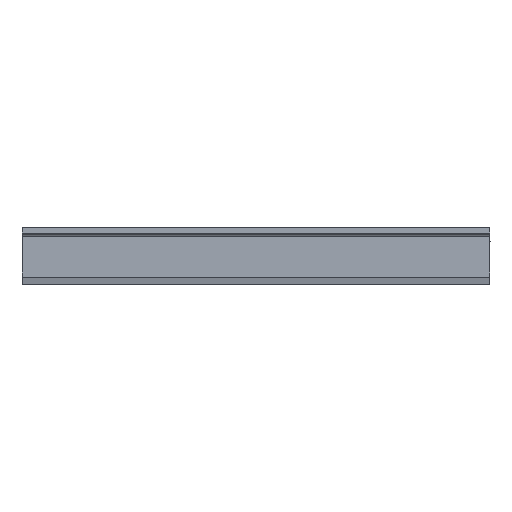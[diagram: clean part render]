
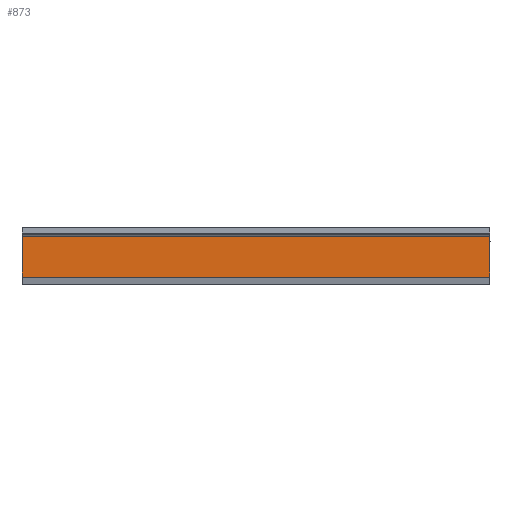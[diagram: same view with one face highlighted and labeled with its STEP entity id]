
A CAD part, front view. The second image highlights one B-rep face of the part: STEP entity #873.
In plain terms, the highlighted planar face has unit normal (0, -1, 0).
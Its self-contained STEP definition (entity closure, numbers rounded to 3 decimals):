
#33=FACE_OUTER_BOUND('',#76,.T.);
#76=EDGE_LOOP('',(#549,#550,#551,#552));
#122=LINE('',#1208,#233);
#123=LINE('',#1210,#234);
#124=LINE('',#1212,#235);
#125=LINE('',#1213,#236);
#233=VECTOR('',#982,8.651);
#234=VECTOR('',#983,100.);
#235=VECTOR('',#984,8.651);
#236=VECTOR('',#985,100.);
#344=VERTEX_POINT('',#1206);
#345=VERTEX_POINT('',#1207);
#346=VERTEX_POINT('',#1209);
#347=VERTEX_POINT('',#1211);
#426=EDGE_CURVE('',#344,#345,#122,.T.);
#427=EDGE_CURVE('',#344,#346,#123,.T.);
#428=EDGE_CURVE('',#346,#347,#124,.T.);
#429=EDGE_CURVE('',#345,#347,#125,.T.);
#549=ORIENTED_EDGE('',*,*,#426,.F.);
#550=ORIENTED_EDGE('',*,*,#427,.T.);
#551=ORIENTED_EDGE('',*,*,#428,.T.);
#552=ORIENTED_EDGE('',*,*,#429,.F.);
#792=PLANE('',#918);
#873=ADVANCED_FACE('',(#33),#792,.T.);
#918=AXIS2_PLACEMENT_3D('',#1205,#980,#981);
#980=DIRECTION('center_axis',(0.,-1.,0.));
#981=DIRECTION('ref_axis',(0.,0.,-1.));
#982=DIRECTION('',(0.,0.,-1.));
#983=DIRECTION('',(-1.,0.,0.));
#984=DIRECTION('',(0.,0.,-1.));
#985=DIRECTION('',(-1.,0.,0.));
#1205=CARTESIAN_POINT('Origin',(-137.3,-5.1,10.151));
#1206=CARTESIAN_POINT('',(-37.3,-5.1,10.151));
#1207=CARTESIAN_POINT('',(-37.3,-5.1,1.5));
#1208=CARTESIAN_POINT('',(-37.3,-5.1,11.));
#1209=CARTESIAN_POINT('',(-137.3,-5.1,10.151));
#1210=CARTESIAN_POINT('',(-137.3,-5.1,10.151));
#1211=CARTESIAN_POINT('',(-137.3,-5.1,1.5));
#1212=CARTESIAN_POINT('',(-137.3,-5.1,11.));
#1213=CARTESIAN_POINT('',(-137.3,-5.1,1.5));
